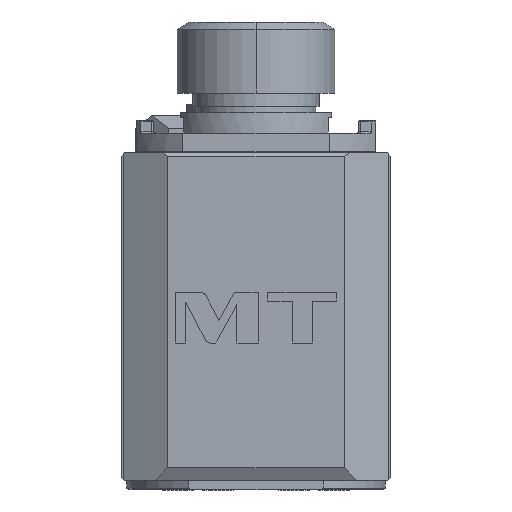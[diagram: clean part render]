
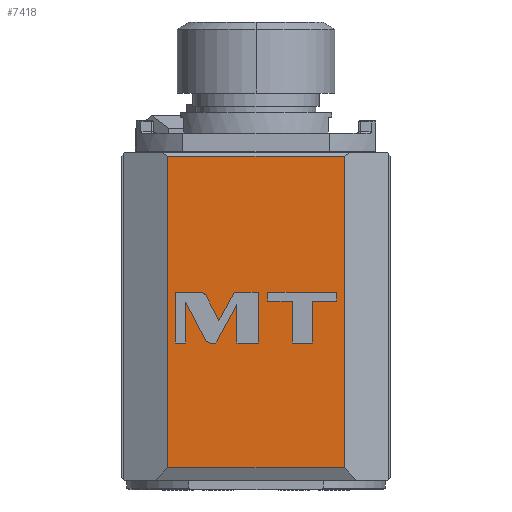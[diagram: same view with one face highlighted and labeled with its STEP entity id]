
A CAD part, left-side view. The second image highlights one B-rep face of the part: STEP entity #7418.
In plain terms, the highlighted planar face has unit normal (-1, 0, 0).
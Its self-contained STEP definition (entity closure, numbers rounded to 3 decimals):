
#1804=DIRECTION('',(0.,1.,0.));
#1805=VECTOR('',#1804,56.);
#1806=CARTESIAN_POINT('',(-109.,-28.,51.2));
#1807=LINE('',#1806,#1805);
#1808=DIRECTION('',(0.,0.,1.));
#1809=VECTOR('',#1808,98.7);
#1810=CARTESIAN_POINT('',(-109.,-28.,-47.5));
#1811=LINE('',#1810,#1809);
#1812=DIRECTION('',(0.,-1.,0.));
#1813=VECTOR('',#1812,56.);
#1814=CARTESIAN_POINT('',(-109.,28.,-47.5));
#1815=LINE('',#1814,#1813);
#1816=DIRECTION('',(0.,0.,1.));
#1817=VECTOR('',#1816,98.7);
#1818=CARTESIAN_POINT('',(-109.,28.,-47.5));
#1819=LINE('',#1818,#1817);
#1820=CARTESIAN_POINT('',(-109.,15.816,6.958));
#1821=CARTESIAN_POINT('',(-109.,16.148,7.601));
#1822=CARTESIAN_POINT('',(-109.,16.804,8.));
#1823=CARTESIAN_POINT('',(-109.,17.528,8.));
#1825=DIRECTION('',(0.,1.,0.));
#1826=VECTOR('',#1825,8.043);
#1827=CARTESIAN_POINT('',(-109.,17.528,8.));
#1828=LINE('',#1827,#1826);
#1829=DIRECTION('',(0.,0.,-1.));
#1830=VECTOR('',#1829,16.);
#1831=CARTESIAN_POINT('',(-109.,25.571,8.));
#1832=LINE('',#1831,#1830);
#1833=DIRECTION('',(0.,-1.,0.));
#1834=VECTOR('',#1833,3.328);
#1835=CARTESIAN_POINT('',(-109.,25.571,-8.));
#1836=LINE('',#1835,#1834);
#1837=DIRECTION('',(0.,0.,1.));
#1838=VECTOR('',#1837,12.962);
#1839=CARTESIAN_POINT('',(-109.,22.243,-8.));
#1840=LINE('',#1839,#1838);
#1841=DIRECTION('',(0.,-0.459,-0.888));
#1842=VECTOR('',#1841,13.419);
#1843=CARTESIAN_POINT('',(-109.,22.243,4.962));
#1844=LINE('',#1843,#1842);
#1845=CARTESIAN_POINT('',(-109.,16.08,-6.958));
#1846=CARTESIAN_POINT('',(-109.,15.747,-7.601));
#1847=CARTESIAN_POINT('',(-109.,15.091,-8.));
#1848=CARTESIAN_POINT('',(-109.,14.367,-8.));
#1850=DIRECTION('',(0.,-1.,0.));
#1851=VECTOR('',#1850,1.669);
#1852=CARTESIAN_POINT('',(-109.,14.367,-8.));
#1853=LINE('',#1852,#1851);
#1854=DIRECTION('',(0.,-0.481,0.877));
#1855=VECTOR('',#1854,13.883);
#1856=CARTESIAN_POINT('',(-109.,12.698,-8.));
#1857=LINE('',#1856,#1855);
#1858=DIRECTION('',(0.,0.,-1.));
#1859=VECTOR('',#1858,12.17);
#1860=CARTESIAN_POINT('',(-109.,6.018,4.17));
#1861=LINE('',#1860,#1859);
#1862=DIRECTION('',(0.,-1.,0.));
#1863=VECTOR('',#1862,6.733);
#1864=CARTESIAN_POINT('',(-109.,6.018,-8.));
#1865=LINE('',#1864,#1863);
#1866=DIRECTION('',(0.,0.,1.));
#1867=VECTOR('',#1866,16.);
#1868=CARTESIAN_POINT('',(-109.,-0.715,-8.));
#1869=LINE('',#1868,#1867);
#1870=DIRECTION('',(0.,1.,0.));
#1871=VECTOR('',#1870,7.59);
#1872=CARTESIAN_POINT('',(-109.,-0.715,8.));
#1873=LINE('',#1872,#1871);
#1874=DIRECTION('',(0.,0.481,-0.877));
#1875=VECTOR('',#1874,10.144);
#1876=CARTESIAN_POINT('',(-109.,6.875,8.));
#1877=LINE('',#1876,#1875);
#1878=DIRECTION('',(0.,0.459,0.888));
#1879=VECTOR('',#1878,8.838);
#1880=CARTESIAN_POINT('',(-109.,11.756,-0.893));
#1881=LINE('',#1880,#1879);
#1882=DIRECTION('',(0.,0.,-1.));
#1883=VECTOR('',#1882,13.275);
#1884=CARTESIAN_POINT('',(-109.,-11.475,5.275));
#1885=LINE('',#1884,#1883);
#1886=DIRECTION('',(0.,-1.,0.));
#1887=VECTOR('',#1886,6.337);
#1888=CARTESIAN_POINT('',(-109.,-11.475,-8.));
#1889=LINE('',#1888,#1887);
#1890=DIRECTION('',(0.,0.,1.));
#1891=VECTOR('',#1890,13.275);
#1892=CARTESIAN_POINT('',(-109.,-17.812,-8.));
#1893=LINE('',#1892,#1891);
#1894=DIRECTION('',(0.,-1.,0.));
#1895=VECTOR('',#1894,7.757);
#1896=CARTESIAN_POINT('',(-109.,-17.812,5.275));
#1897=LINE('',#1896,#1895);
#1898=DIRECTION('',(0.,0.,1.));
#1899=VECTOR('',#1898,2.725);
#1900=CARTESIAN_POINT('',(-109.,-25.569,5.275));
#1901=LINE('',#1900,#1899);
#1902=DIRECTION('',(0.,1.,0.));
#1903=VECTOR('',#1902,21.851);
#1904=CARTESIAN_POINT('',(-109.,-25.569,8.));
#1905=LINE('',#1904,#1903);
#1906=DIRECTION('',(0.,0.,-1.));
#1907=VECTOR('',#1906,2.725);
#1908=CARTESIAN_POINT('',(-109.,-3.718,8.));
#1909=LINE('',#1908,#1907);
#1910=DIRECTION('',(0.,-1.,0.));
#1911=VECTOR('',#1910,7.757);
#1912=CARTESIAN_POINT('',(-109.,-3.718,5.275));
#1913=LINE('',#1912,#1911);
#4493=CARTESIAN_POINT('',(-109.,-28.,-47.5));
#4495=VERTEX_POINT('',#4493);
#4499=CARTESIAN_POINT('',(-109.,28.,-47.5));
#4500=VERTEX_POINT('',#4499);
#4505=CARTESIAN_POINT('',(-109.,-28.,51.2));
#4506=VERTEX_POINT('',#4505);
#4507=CARTESIAN_POINT('',(-109.,28.,51.2));
#4508=VERTEX_POINT('',#4507);
#5337=CARTESIAN_POINT('',(-109.,15.816,6.958));
#5338=VERTEX_POINT('',#5337);
#5339=CARTESIAN_POINT('',(-109.,17.528,8.));
#5340=VERTEX_POINT('',#5339);
#5341=CARTESIAN_POINT('',(-109.,25.571,8.));
#5342=VERTEX_POINT('',#5341);
#5343=CARTESIAN_POINT('',(-109.,25.571,-8.));
#5344=VERTEX_POINT('',#5343);
#5345=CARTESIAN_POINT('',(-109.,22.243,-8.));
#5346=VERTEX_POINT('',#5345);
#5347=CARTESIAN_POINT('',(-109.,22.243,4.962));
#5348=VERTEX_POINT('',#5347);
#5349=CARTESIAN_POINT('',(-109.,16.08,-6.958));
#5350=VERTEX_POINT('',#5349);
#5351=CARTESIAN_POINT('',(-109.,14.367,-8.));
#5352=VERTEX_POINT('',#5351);
#5353=CARTESIAN_POINT('',(-109.,12.698,-8.));
#5354=VERTEX_POINT('',#5353);
#5355=CARTESIAN_POINT('',(-109.,6.018,4.17));
#5356=VERTEX_POINT('',#5355);
#5357=CARTESIAN_POINT('',(-109.,6.018,-8.));
#5358=VERTEX_POINT('',#5357);
#5359=CARTESIAN_POINT('',(-109.,-0.715,-8.));
#5360=VERTEX_POINT('',#5359);
#5361=CARTESIAN_POINT('',(-109.,-0.715,8.));
#5362=VERTEX_POINT('',#5361);
#5363=CARTESIAN_POINT('',(-109.,6.875,8.));
#5364=VERTEX_POINT('',#5363);
#5365=CARTESIAN_POINT('',(-109.,11.756,-0.893));
#5366=VERTEX_POINT('',#5365);
#5367=CARTESIAN_POINT('',(-109.,-11.475,5.275));
#5368=VERTEX_POINT('',#5367);
#5369=CARTESIAN_POINT('',(-109.,-11.475,-8.));
#5370=VERTEX_POINT('',#5369);
#5371=CARTESIAN_POINT('',(-109.,-17.812,-8.));
#5372=VERTEX_POINT('',#5371);
#5373=CARTESIAN_POINT('',(-109.,-17.812,5.275));
#5374=VERTEX_POINT('',#5373);
#5375=CARTESIAN_POINT('',(-109.,-25.569,5.275));
#5376=VERTEX_POINT('',#5375);
#5377=CARTESIAN_POINT('',(-109.,-25.569,8.));
#5378=VERTEX_POINT('',#5377);
#5379=CARTESIAN_POINT('',(-109.,-3.718,8.));
#5380=VERTEX_POINT('',#5379);
#5381=CARTESIAN_POINT('',(-109.,-3.718,5.275));
#5382=VERTEX_POINT('',#5381);
#7357=CARTESIAN_POINT('',(-109.,0.,0.));
#7358=DIRECTION('',(1.,0.,0.));
#7359=DIRECTION('',(0.,1.,0.));
#7360=AXIS2_PLACEMENT_3D('',#7357,#7358,#7359);
#7361=PLANE('',#7360);
#7362=ORIENTED_EDGE('',*,*,#7307,.F.);
#7363=ORIENTED_EDGE('',*,*,#7327,.F.);
#7364=ORIENTED_EDGE('',*,*,#7352,.F.);
#7365=ORIENTED_EDGE('',*,*,#7286,.T.);
#7366=EDGE_LOOP('',(#7362,#7363,#7364,#7365));
#7367=FACE_OUTER_BOUND('',#7366,.F.);
#7369=ORIENTED_EDGE('',*,*,#7368,.T.);
#7371=ORIENTED_EDGE('',*,*,#7370,.T.);
#7373=ORIENTED_EDGE('',*,*,#7372,.T.);
#7375=ORIENTED_EDGE('',*,*,#7374,.T.);
#7377=ORIENTED_EDGE('',*,*,#7376,.T.);
#7379=ORIENTED_EDGE('',*,*,#7378,.T.);
#7381=ORIENTED_EDGE('',*,*,#7380,.T.);
#7383=ORIENTED_EDGE('',*,*,#7382,.T.);
#7385=ORIENTED_EDGE('',*,*,#7384,.T.);
#7387=ORIENTED_EDGE('',*,*,#7386,.T.);
#7389=ORIENTED_EDGE('',*,*,#7388,.T.);
#7391=ORIENTED_EDGE('',*,*,#7390,.T.);
#7393=ORIENTED_EDGE('',*,*,#7392,.T.);
#7395=ORIENTED_EDGE('',*,*,#7394,.T.);
#7397=ORIENTED_EDGE('',*,*,#7396,.T.);
#7398=EDGE_LOOP('',(#7369,#7371,#7373,#7375,#7377,#7379,#7381,#7383,#7385,#7387,
#7389,#7391,#7393,#7395,#7397));
#7399=FACE_BOUND('',#7398,.F.);
#7401=ORIENTED_EDGE('',*,*,#7400,.T.);
#7403=ORIENTED_EDGE('',*,*,#7402,.T.);
#7405=ORIENTED_EDGE('',*,*,#7404,.T.);
#7407=ORIENTED_EDGE('',*,*,#7406,.T.);
#7409=ORIENTED_EDGE('',*,*,#7408,.T.);
#7411=ORIENTED_EDGE('',*,*,#7410,.T.);
#7413=ORIENTED_EDGE('',*,*,#7412,.T.);
#7415=ORIENTED_EDGE('',*,*,#7414,.T.);
#7416=EDGE_LOOP('',(#7401,#7403,#7405,#7407,#7409,#7411,#7413,#7415));
#7417=FACE_BOUND('',#7416,.F.);
#7418=ADVANCED_FACE('',(#7367,#7399,#7417),#7361,.F.);
#1824=B_SPLINE_CURVE_WITH_KNOTS('',3,(#1820,#1821,#1822,#1823),.UNSPECIFIED.,
.F.,.F.,(4,4),(0.,1.),.UNSPECIFIED.);
#1849=B_SPLINE_CURVE_WITH_KNOTS('',3,(#1845,#1846,#1847,#1848),.UNSPECIFIED.,
.F.,.F.,(4,4),(0.,1.),.UNSPECIFIED.);
#7286=EDGE_CURVE('',#4500,#4508,#1819,.T.);
#7307=EDGE_CURVE('',#4506,#4508,#1807,.T.);
#7327=EDGE_CURVE('',#4495,#4506,#1811,.T.);
#7352=EDGE_CURVE('',#4500,#4495,#1815,.T.);
#7368=EDGE_CURVE('',#5338,#5340,#1824,.T.);
#7370=EDGE_CURVE('',#5340,#5342,#1828,.T.);
#7372=EDGE_CURVE('',#5342,#5344,#1832,.T.);
#7374=EDGE_CURVE('',#5344,#5346,#1836,.T.);
#7376=EDGE_CURVE('',#5346,#5348,#1840,.T.);
#7378=EDGE_CURVE('',#5348,#5350,#1844,.T.);
#7380=EDGE_CURVE('',#5350,#5352,#1849,.T.);
#7382=EDGE_CURVE('',#5352,#5354,#1853,.T.);
#7384=EDGE_CURVE('',#5354,#5356,#1857,.T.);
#7386=EDGE_CURVE('',#5356,#5358,#1861,.T.);
#7388=EDGE_CURVE('',#5358,#5360,#1865,.T.);
#7390=EDGE_CURVE('',#5360,#5362,#1869,.T.);
#7392=EDGE_CURVE('',#5362,#5364,#1873,.T.);
#7394=EDGE_CURVE('',#5364,#5366,#1877,.T.);
#7396=EDGE_CURVE('',#5366,#5338,#1881,.T.);
#7400=EDGE_CURVE('',#5368,#5370,#1885,.T.);
#7402=EDGE_CURVE('',#5370,#5372,#1889,.T.);
#7404=EDGE_CURVE('',#5372,#5374,#1893,.T.);
#7406=EDGE_CURVE('',#5374,#5376,#1897,.T.);
#7408=EDGE_CURVE('',#5376,#5378,#1901,.T.);
#7410=EDGE_CURVE('',#5378,#5380,#1905,.T.);
#7412=EDGE_CURVE('',#5380,#5382,#1909,.T.);
#7414=EDGE_CURVE('',#5382,#5368,#1913,.T.);
